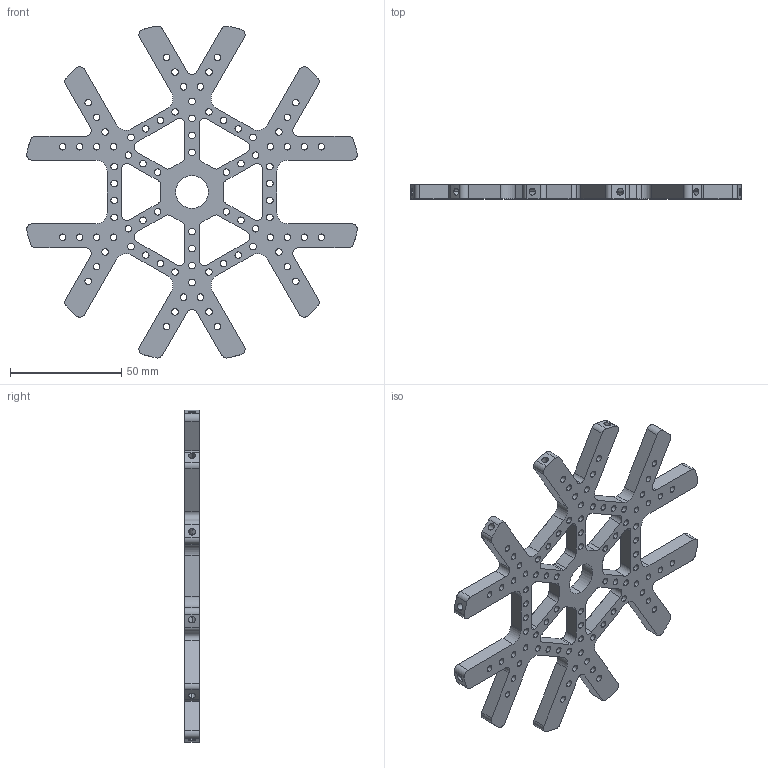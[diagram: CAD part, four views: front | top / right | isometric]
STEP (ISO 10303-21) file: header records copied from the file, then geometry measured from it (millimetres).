
FILE_DESCRIPTION (( 'STEP AP214' ), '1' );
FILE_NAME ('LV3.1.7_bulkhead.STEP', '2019-08-16T04:44:05', ( '' ), ( '' ), 'SwSTEP 2.0', 'SolidWorks 2018', '' );
FILE_SCHEMA (( 'AUTOMOTIVE_DESIGN' ));
Length unit declared in the file: inch
Products named in the file (1): LV3.1.7_bulkhead
Bounding box: 148.5 x 6.35 x 149.07 mm (x, y, z)
Volume: 41555.5 mm3; surface area: 28875 mm2
Topology: 1 solids, 1 shells, 533 faces, 1401 edges, 858 vertices
Faces by surface type: cylinder 285, cone 192, plane 56
Entity records: 17321 total; most frequent: CARTESIAN_POINT 3369, DIRECTION 3135, ORIENTED_EDGE 2754, EDGE_CURVE 1377, AXIS2_PLACEMENT_3D 1248, VERTEX_POINT 858, EDGE_LOOP 727, CIRCLE 714
